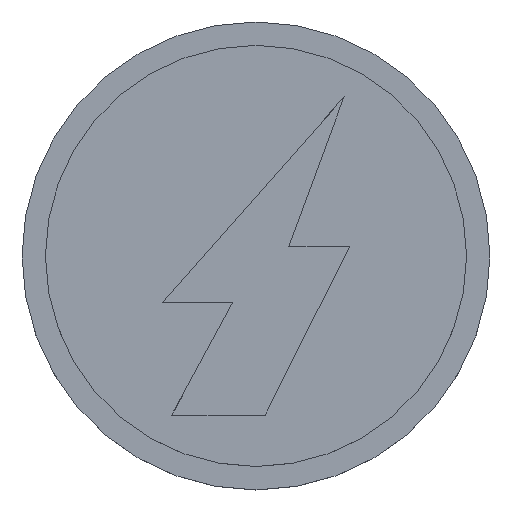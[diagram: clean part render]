
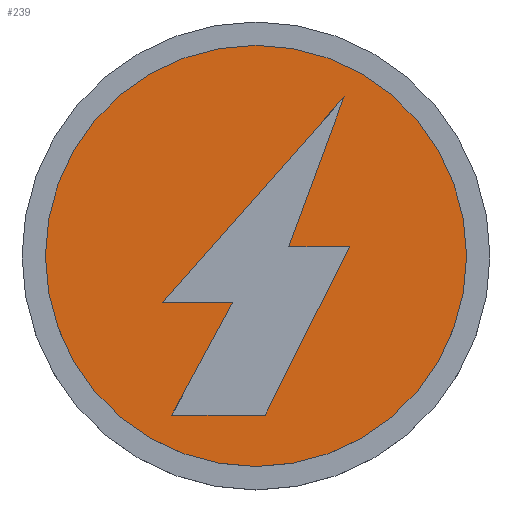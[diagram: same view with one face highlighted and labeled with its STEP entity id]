
A CAD part, top view. The second image highlights one B-rep face of the part: STEP entity #239.
In plain terms, the highlighted planar face has unit normal (0, 0, 1).
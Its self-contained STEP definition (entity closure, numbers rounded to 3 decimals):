
#15=FACE_BOUND('',#52,.T.);
#18=CIRCLE('',#268,4.5);
#36=FACE_OUTER_BOUND('',#51,.T.);
#51=EDGE_LOOP('',(#197));
#52=EDGE_LOOP('',(#198,#199,#200,#201,#202,#203,#204));
#60=LINE('',#352,#84);
#64=LINE('',#360,#88);
#67=LINE('',#366,#91);
#70=LINE('',#372,#94);
#73=LINE('',#378,#97);
#76=LINE('',#384,#100);
#79=LINE('',#389,#103);
#84=VECTOR('',#284,10.);
#88=VECTOR('',#290,10.);
#91=VECTOR('',#295,10.);
#94=VECTOR('',#300,10.);
#97=VECTOR('',#305,10.);
#100=VECTOR('',#310,10.);
#103=VECTOR('',#315,10.);
#108=VERTEX_POINT('',#350);
#109=VERTEX_POINT('',#351);
#112=VERTEX_POINT('',#359);
#114=VERTEX_POINT('',#365);
#116=VERTEX_POINT('',#371);
#118=VERTEX_POINT('',#377);
#120=VERTEX_POINT('',#383);
#122=VERTEX_POINT('',#393);
#128=EDGE_CURVE('',#108,#109,#60,.T.);
#132=EDGE_CURVE('',#112,#108,#64,.T.);
#135=EDGE_CURVE('',#114,#112,#67,.T.);
#138=EDGE_CURVE('',#116,#114,#70,.T.);
#141=EDGE_CURVE('',#118,#116,#73,.T.);
#144=EDGE_CURVE('',#120,#118,#76,.T.);
#147=EDGE_CURVE('',#109,#120,#79,.T.);
#149=EDGE_CURVE('',#122,#122,#18,.T.);
#197=ORIENTED_EDGE('',*,*,#149,.T.);
#198=ORIENTED_EDGE('',*,*,#128,.T.);
#199=ORIENTED_EDGE('',*,*,#147,.T.);
#200=ORIENTED_EDGE('',*,*,#144,.T.);
#201=ORIENTED_EDGE('',*,*,#141,.T.);
#202=ORIENTED_EDGE('',*,*,#138,.T.);
#203=ORIENTED_EDGE('',*,*,#135,.T.);
#204=ORIENTED_EDGE('',*,*,#132,.T.);
#226=PLANE('',#270);
#239=ADVANCED_FACE('',(#36,#15),#226,.T.);
#268=AXIS2_PLACEMENT_3D('',#394,#321,#322);
#270=AXIS2_PLACEMENT_3D('',#398,#326,#327);
#284=DIRECTION('',(-0.347,-0.938,0.));
#290=DIRECTION('',(0.662,0.75,0.));
#295=DIRECTION('',(-1.,0.,0.));
#300=DIRECTION('',(0.476,0.879,0.));
#305=DIRECTION('',(-1.,0.,0.));
#310=DIRECTION('',(-0.447,-0.894,0.));
#315=DIRECTION('',(1.,0.,0.));
#321=DIRECTION('center_axis',(0.,0.,1.));
#322=DIRECTION('ref_axis',(-1.,0.,0.));
#326=DIRECTION('center_axis',(0.,0.,1.));
#327=DIRECTION('ref_axis',(-1.,0.,0.));
#350=CARTESIAN_POINT('',(1.882,3.398,1.5));
#351=CARTESIAN_POINT('',(0.7,0.2,1.5));
#352=CARTESIAN_POINT('',(1.217,1.597,1.5));
#359=CARTESIAN_POINT('',(-2.,-1.,1.5));
#360=CARTESIAN_POINT('',(-1.314,-0.223,1.5));
#365=CARTESIAN_POINT('',(-0.5,-1.,1.5));
#366=CARTESIAN_POINT('',(-0.25,-1.,1.5));
#371=CARTESIAN_POINT('',(-1.8,-3.4,1.5));
#372=CARTESIAN_POINT('',(-0.884,-1.709,1.5));
#377=CARTESIAN_POINT('',(0.2,-3.4,1.5));
#378=CARTESIAN_POINT('',(0.1,-3.4,1.5));
#383=CARTESIAN_POINT('',(2.,0.2,1.5));
#384=CARTESIAN_POINT('',(1.76,-0.28,1.5));
#389=CARTESIAN_POINT('',(0.35,0.2,1.5));
#393=CARTESIAN_POINT('',(4.5,0.,1.5));
#394=CARTESIAN_POINT('Origin',(0.,0.,1.5));
#398=CARTESIAN_POINT('Origin',(0.,0.,1.5));
